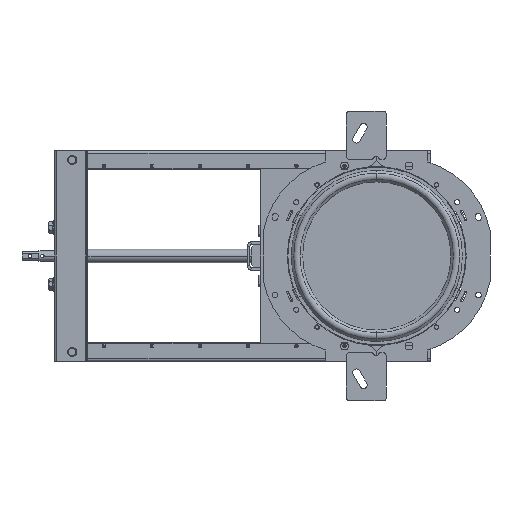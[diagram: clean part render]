
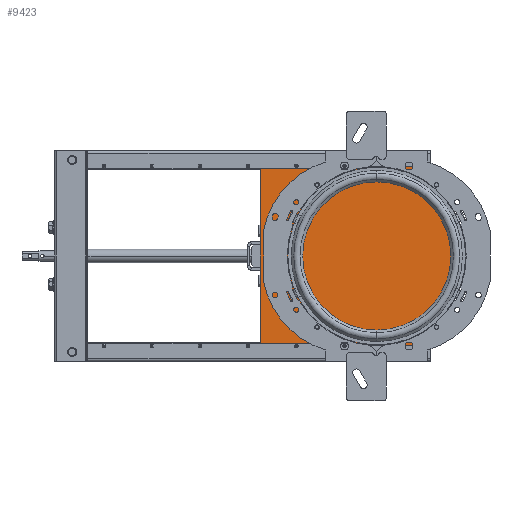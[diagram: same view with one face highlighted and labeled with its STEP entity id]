
A CAD part, left-side view. The second image highlights one B-rep face of the part: STEP entity #9423.
In plain terms, the highlighted planar face has unit normal (-1, 0, 0).
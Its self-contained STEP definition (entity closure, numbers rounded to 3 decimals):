
#523 = VERTEX_POINT ( 'NONE', #10271 ) ;
#1590 = EDGE_CURVE ( 'NONE', #15889, #35581, #26823, .T. ) ;
#1803 = EDGE_CURVE ( 'NONE', #26085, #12484, #5594, .T. ) ;
#3661 = DIRECTION ( 'NONE',  ( 0., 0., -1. ) ) ;
#4475 = DIRECTION ( 'NONE',  ( 0., 1., 0. ) ) ;
#4726 = EDGE_CURVE ( 'NONE', #32476, #15889, #14673, .T. ) ;
#4929 = CARTESIAN_POINT ( 'NONE',  ( 26.5, 404.5, 176.5 ) ) ;
#5156 = VECTOR ( 'NONE', #4475, 1000. ) ;
#5426 = DIRECTION ( 'NONE',  ( 0., 0., 1. ) ) ;
#5546 = DIRECTION ( 'NONE',  ( 1., 0., 0. ) ) ;
#5594 = LINE ( 'NONE', #9978, #5156 ) ;
#6061 = DIRECTION ( 'NONE',  ( 1., 0., 0. ) ) ;
#6687 = ORIENTED_EDGE ( 'NONE', *, *, #8316, .T. ) ;
#8316 = EDGE_CURVE ( 'NONE', #32476, #523, #10300, .T. ) ;
#9285 = CARTESIAN_POINT ( 'NONE',  ( 26.5, 164.655, 179.5 ) ) ;
#9423 = ADVANCED_FACE ( 'NONE', ( #35393 ), #34861, .F. ) ;
#9978 = CARTESIAN_POINT ( 'NONE',  ( 26.5, 403., -179.5 ) ) ;
#10150 = AXIS2_PLACEMENT_3D ( 'NONE', #23293, #17823, #15251 ) ;
#10271 = CARTESIAN_POINT ( 'NONE',  ( 26.5, 404.5, -179.098 ) ) ;
#10300 = LINE ( 'NONE', #4929, #16911 ) ;
#12484 = VERTEX_POINT ( 'NONE', #14040 ) ;
#13627 = EDGE_LOOP ( 'NONE', ( #19028, #17237, #35769, #26043, #6687, #18452 ) ) ;
#14040 = CARTESIAN_POINT ( 'NONE',  ( 26.5, 403., -179.5 ) ) ;
#14673 = CIRCLE ( 'NONE', #10150, 3. ) ;
#15251 = DIRECTION ( 'NONE',  ( 0., 0., -1. ) ) ;
#15889 = VERTEX_POINT ( 'NONE', #34983 ) ;
#15961 = CIRCLE ( 'NONE', #26977, 196.1 ) ;
#16199 = DIRECTION ( 'NONE',  ( 0., -1., 0. ) ) ;
#16911 = VECTOR ( 'NONE', #33272, 1000. ) ;
#17237 = ORIENTED_EDGE ( 'NONE', *, *, #31037, .T. ) ;
#17823 = DIRECTION ( 'NONE',  ( 1., 0., 0. ) ) ;
#18452 = ORIENTED_EDGE ( 'NONE', *, *, #19761, .F. ) ;
#18528 = CARTESIAN_POINT ( 'NONE',  ( 26.5, 404.5, 179.098 ) ) ;
#19028 = ORIENTED_EDGE ( 'NONE', *, *, #1803, .F. ) ;
#19761 = EDGE_CURVE ( 'NONE', #12484, #523, #32533, .T. ) ;
#20314 = CARTESIAN_POINT ( 'NONE',  ( 26.5, 164.655, -179.5 ) ) ;
#21431 = AXIS2_PLACEMENT_3D ( 'NONE', #22466, #5546, #5426 ) ;
#22221 = CARTESIAN_POINT ( 'NONE',  ( 26.5, 243.617, 0. ) ) ;
#22466 = CARTESIAN_POINT ( 'NONE',  ( 26.5, 403., -176.5 ) ) ;
#23293 = CARTESIAN_POINT ( 'NONE',  ( 26.5, 403., 176.5 ) ) ;
#23351 = CARTESIAN_POINT ( 'NONE',  ( 26.5, 403., 176.5 ) ) ;
#24343 = CARTESIAN_POINT ( 'NONE',  ( 26.5, 403., 179.5 ) ) ;
#24448 = DIRECTION ( 'NONE',  ( -1., 0., 0. ) ) ;
#26043 = ORIENTED_EDGE ( 'NONE', *, *, #4726, .F. ) ;
#26085 = VERTEX_POINT ( 'NONE', #20314 ) ;
#26823 = LINE ( 'NONE', #24343, #28613 ) ;
#26977 = AXIS2_PLACEMENT_3D ( 'NONE', #22221, #24448, #27292 ) ;
#27292 = DIRECTION ( 'NONE',  ( 0., 0., -1. ) ) ;
#28613 = VECTOR ( 'NONE', #16199, 1000. ) ;
#31037 = EDGE_CURVE ( 'NONE', #26085, #35581, #15961, .T. ) ;
#32476 = VERTEX_POINT ( 'NONE', #18528 ) ;
#32533 = CIRCLE ( 'NONE', #21431, 3. ) ;
#33272 = DIRECTION ( 'NONE',  ( 0., 0., -1. ) ) ;
#33844 = AXIS2_PLACEMENT_3D ( 'NONE', #23351, #6061, #3661 ) ;
#34861 = PLANE ( 'NONE',  #33844 ) ;
#34983 = CARTESIAN_POINT ( 'NONE',  ( 26.5, 403., 179.5 ) ) ;
#35393 = FACE_OUTER_BOUND ( 'NONE', #13627, .T. ) ;
#35581 = VERTEX_POINT ( 'NONE', #9285 ) ;
#35769 = ORIENTED_EDGE ( 'NONE', *, *, #1590, .F. ) ;
